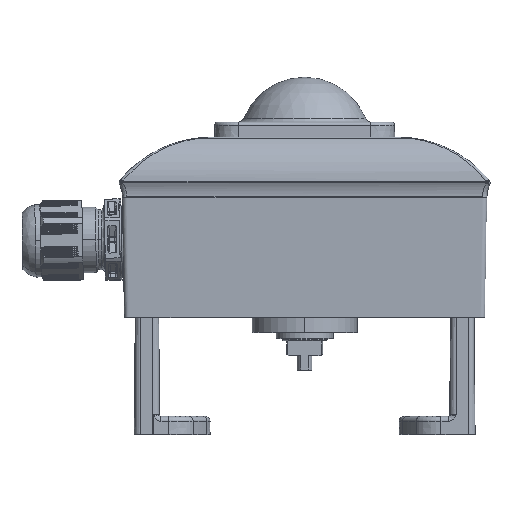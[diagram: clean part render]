
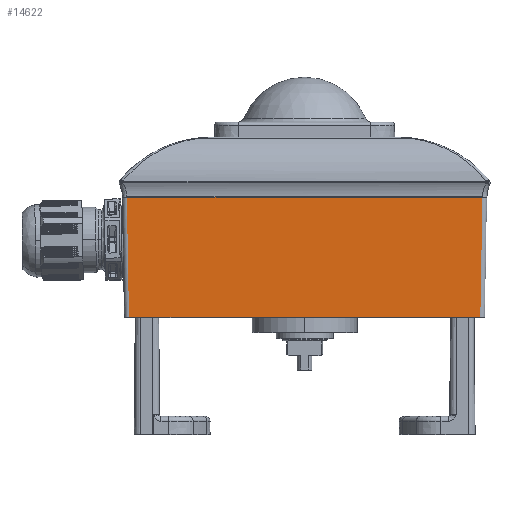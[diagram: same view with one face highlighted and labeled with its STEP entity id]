
A CAD part, top view. The second image highlights one B-rep face of the part: STEP entity #14622.
In plain terms, the highlighted planar face has unit normal (0, -0.018, 1).
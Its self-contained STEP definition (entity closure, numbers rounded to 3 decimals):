
#464 = EDGE_LOOP ( 'NONE', ( #23382, #7481, #10084, #37688, #49255, #8635 ) ) ;
#749 = VERTEX_POINT ( 'NONE', #52913 ) ;
#861 = PLANE ( 'NONE',  #8059 ) ;
#3497 = VECTOR ( 'NONE', #8718, 1000. ) ;
#4346 = CARTESIAN_POINT ( 'NONE',  ( -120.802, 115., 38.198 ) ) ;
#6048 = DIRECTION ( 'NONE',  ( 0., -1., -0.017 ) ) ;
#6461 = VECTOR ( 'NONE', #12996, 1000. ) ;
#7481 = ORIENTED_EDGE ( 'NONE', *, *, #53750, .T. ) ;
#8059 = AXIS2_PLACEMENT_3D ( 'NONE', #53773, #14154, #6048 ) ;
#8635 = ORIENTED_EDGE ( 'NONE', *, *, #26763, .F. ) ;
#8718 = DIRECTION ( 'NONE',  ( 1., 0., 0. ) ) ;
#10084 = ORIENTED_EDGE ( 'NONE', *, *, #42376, .T. ) ;
#12996 = DIRECTION ( 'NONE',  ( 0.017, 1., 0.017 ) ) ;
#13850 = VECTOR ( 'NONE', #45646, 1000. ) ;
#14154 = DIRECTION ( 'NONE',  ( 0., -0.017, 1. ) ) ;
#14622 = ADVANCED_FACE ( 'NONE', ( #40447 ), #861, .T. ) ;
#15262 = CARTESIAN_POINT ( 'NONE',  ( -238.501, 75., 37.5 ) ) ;
#15955 = VECTOR ( 'NONE', #34100, 1000. ) ;
#16489 = LINE ( 'NONE', #37885, #15955 ) ;
#18040 = VECTOR ( 'NONE', #52231, 1000. ) ;
#18999 = EDGE_CURVE ( 'NONE', #26888, #47369, #42890, .T. ) ;
#19796 = DIRECTION ( 'NONE',  ( 1., 0., 0. ) ) ;
#23382 = ORIENTED_EDGE ( 'NONE', *, *, #50395, .F. ) ;
#23971 = CARTESIAN_POINT ( 'NONE',  ( -239.21, 115.659, 38.21 ) ) ;
#24403 = CARTESIAN_POINT ( 'NONE',  ( -277., 115., 38.198 ) ) ;
#25166 = CARTESIAN_POINT ( 'NONE',  ( -277., 115., 38.198 ) ) ;
#26623 = CARTESIAN_POINT ( 'NONE',  ( -121.5, 75., 37.5 ) ) ;
#26763 = EDGE_CURVE ( 'NONE', #749, #26888, #29781, .T. ) ;
#26888 = VERTEX_POINT ( 'NONE', #4346 ) ;
#27199 = VERTEX_POINT ( 'NONE', #40676 ) ;
#28417 = VERTEX_POINT ( 'NONE', #15262 ) ;
#29781 = LINE ( 'NONE', #25166, #3497 ) ;
#30231 = LINE ( 'NONE', #48740, #18040 ) ;
#30888 = CARTESIAN_POINT ( 'NONE',  ( -120.85, 112.275, 38.151 ) ) ;
#32125 = VERTEX_POINT ( 'NONE', #26623 ) ;
#34100 = DIRECTION ( 'NONE',  ( 1., 0., 0. ) ) ;
#34173 = CARTESIAN_POINT ( 'NONE',  ( -120.802, 115., 38.198 ) ) ;
#36988 = LINE ( 'NONE', #23971, #13850 ) ;
#37688 = ORIENTED_EDGE ( 'NONE', *, *, #38193, .T. ) ;
#37885 = CARTESIAN_POINT ( 'NONE',  ( -277., 75., 37.5 ) ) ;
#38193 = EDGE_CURVE ( 'NONE', #32125, #47369, #52609, .T. ) ;
#40447 = FACE_OUTER_BOUND ( 'NONE', #464, .T. ) ;
#40676 = CARTESIAN_POINT ( 'NONE',  ( -239.199, 115., 38.198 ) ) ;
#40759 = VECTOR ( 'NONE', #19796, 1000. ) ;
#42376 = EDGE_CURVE ( 'NONE', #28417, #32125, #16489, .T. ) ;
#42890 = LINE ( 'NONE', #24403, #40759 ) ;
#45646 = DIRECTION ( 'NONE',  ( 0.017, -1., -0.017 ) ) ;
#47369 = VERTEX_POINT ( 'NONE', #34173 ) ;
#48740 = CARTESIAN_POINT ( 'NONE',  ( -277., 115., 38.198 ) ) ;
#49255 = ORIENTED_EDGE ( 'NONE', *, *, #18999, .F. ) ;
#50395 = EDGE_CURVE ( 'NONE', #27199, #749, #30231, .T. ) ;
#52231 = DIRECTION ( 'NONE',  ( 1., 0., 0. ) ) ;
#52609 = LINE ( 'NONE', #30888, #6461 ) ;
#52913 = CARTESIAN_POINT ( 'NONE',  ( -239.199, 115., 38.198 ) ) ;
#53750 = EDGE_CURVE ( 'NONE', #27199, #28417, #36988, .T. ) ;
#53773 = CARTESIAN_POINT ( 'NONE',  ( -277., 115., 38.198 ) ) ;
